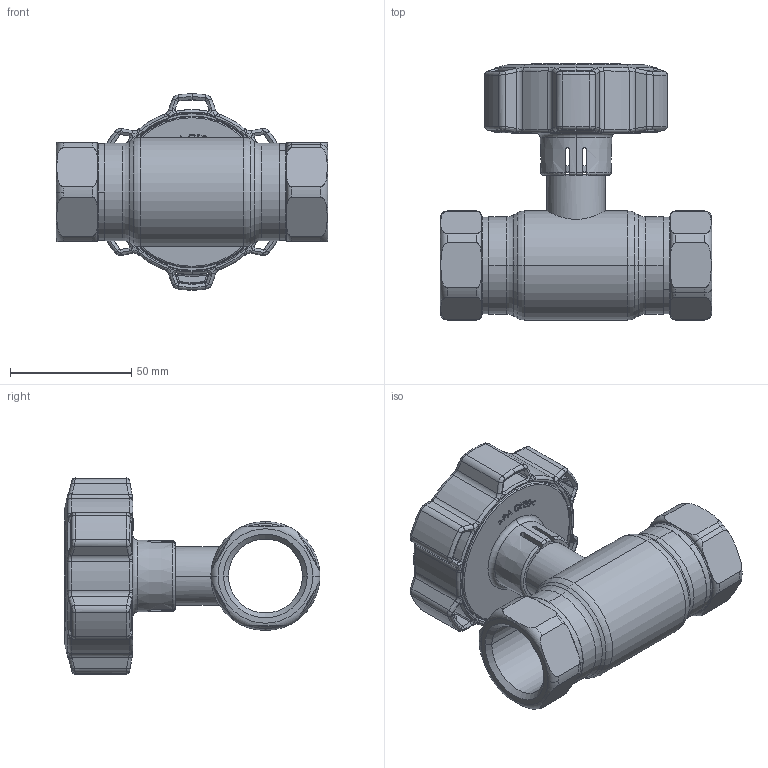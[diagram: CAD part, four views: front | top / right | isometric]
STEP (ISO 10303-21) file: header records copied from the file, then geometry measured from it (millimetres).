
FILE_DESCRIPTION (( 'STEP AP214' ), '1' );
FILE_NAME ('1025002000-1200.step', '2024-01-15T11:33:42', ( '' ), ( '' ), 'SwSTEP 2.0', 'SolidWorks 2021', '' );
FILE_SCHEMA (( 'AUTOMOTIVE_DESIGN' ));
Length unit declared in the file: millimetre
Products named in the file (1): 1025002000-1200
Bounding box: 112 x 105.6 x 81 mm (x, y, z)
Surface area: 50240.7 mm2 (no closed solid volume)
Topology: 0 solids, 15 shells, 603 faces, 1713 edges, 1094 vertices
Faces by surface type: bspline 182, cylinder 159, plane 120, torus 75, cone 67
Entity records: 37063 total; most frequent: CARTESIAN_POINT 16649, ORIENTED_EDGE 3066, DIRECTION 2372, EDGE_CURVE 1713, VERTEX_POINT 1094, AXIS2_PLACEMENT_3D 938, B_SPLINE_CURVE_WITH_KNOTS 659, EDGE_LOOP 634
